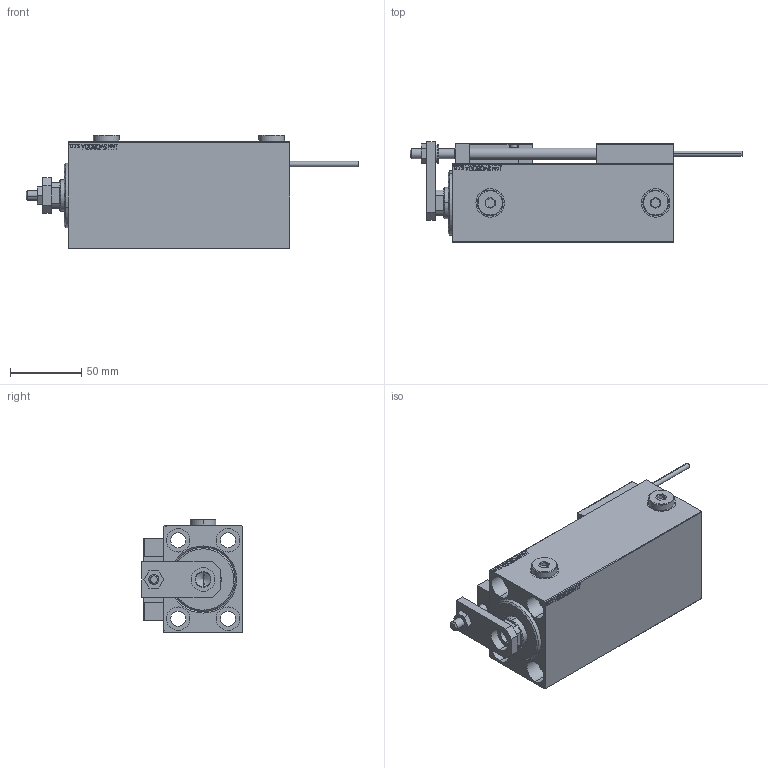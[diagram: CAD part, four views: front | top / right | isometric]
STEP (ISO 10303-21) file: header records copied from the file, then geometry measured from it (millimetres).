
FILE_DESCRIPTION (( 'STEP AP203' ), '1' );
FILE_NAME ('1347.STEP', '2024-02-13T04:58:38', ( '' ), ( '' ), 'SwSTEP 2.0', 'SolidWorks 2019', '' );
FILE_SCHEMA (( 'CONFIG_CONTROL_DESIGN' ));
Length unit declared in the file: millimetre
Products named in the file (16): Zatka_OIL_PORT c9a3f71f4334e433892e63d5023f154d; V450CM_C_VCP c9a3f71f4334e433892e63d5023f154d; SWITCH_X_FRONT_BACK c9a3f71f4334e433892e63d5023f154d; Block c9a3f71f4334e433892e63d5023f154d; ZARAZKA c9a3f71f4334e433892e63d5023f154d; SWITCH DIM B,W c9a3f71f4334e433892e63d5023f154d; V450CM_VC_B c9a3f71f4334e433892e63d5023f154d; V450CM_C_Body c9a3f71f4334e433892e63d5023f154d; SWITCH X c9a3f71f4334e433892e63d5023f154d; KONCOVKA c9a3f71f4334e433892e63d5023f154d; TYC_L79 c9a3f71f4334e433892e63d5023f154d; NUT_D12 c9a3f71f4334e433892e63d5023f154d; ALLEN BOLT D8 c9a3f71f4334e433892e63d5023f154d; ALLEN BOLT D5 c9a3f71f4334e433892e63d5023f154d; 1347; MAGNET c9a3f71f4334e433892e63d5023f154d
Assembly tree (26 placements, depth 3):
  1347
    V450CM_C_Body c9a3f71f4334e433892e63d5023f154d
    SWITCH X c9a3f71f4334e433892e63d5023f154d
      SWITCH_X_FRONT_BACK c9a3f71f4334e433892e63d5023f154d  x2
      TYC_L79 c9a3f71f4334e433892e63d5023f154d
      Block c9a3f71f4334e433892e63d5023f154d  x2
      ALLEN BOLT D5 c9a3f71f4334e433892e63d5023f154d  x4
      ALLEN BOLT D8 c9a3f71f4334e433892e63d5023f154d  x4
      MAGNET c9a3f71f4334e433892e63d5023f154d  x2
      KONCOVKA c9a3f71f4334e433892e63d5023f154d  x2
    NUT_D12 c9a3f71f4334e433892e63d5023f154d
    SWITCH DIM B,W c9a3f71f4334e433892e63d5023f154d
    ZARAZKA c9a3f71f4334e433892e63d5023f154d
    V450CM_C_VCP c9a3f71f4334e433892e63d5023f154d
    V450CM_VC_B c9a3f71f4334e433892e63d5023f154d
    Zatka_OIL_PORT c9a3f71f4334e433892e63d5023f154d  x2
Bounding box: 232.7 x 70.5 x 79.9 mm (x, y, z)
Volume: 584039.1 mm3; surface area: 134264.5 mm2
Topology: 25 solids, 25 shells, 1336 faces, 3188 edges, 2035 vertices
Faces by surface type: plane 594, bspline 380, cylinder 204, cone 110, torus 44, sphere 4
Entity records: 51504 total; most frequent: CARTESIAN_POINT 26291, ORIENTED_EDGE 5316, DIRECTION 3634, EDGE_CURVE 2658, VERTEX_POINT 1735, LINE 1534, VECTOR 1534, EDGE_LOOP 1235
